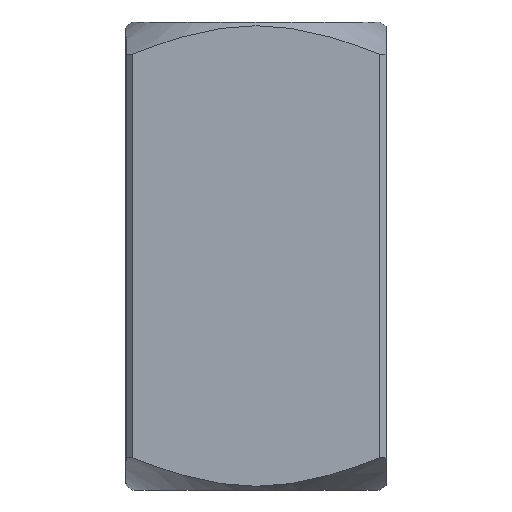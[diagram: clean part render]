
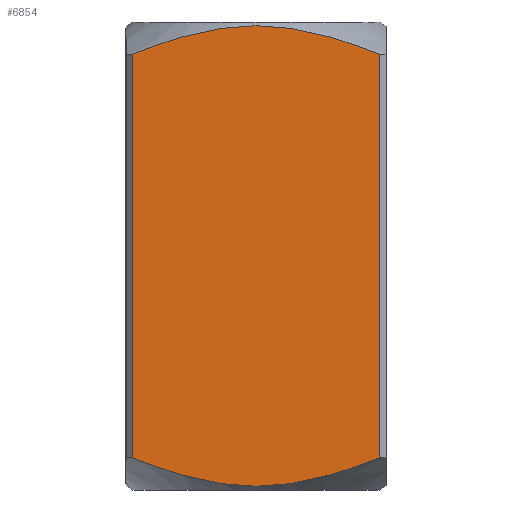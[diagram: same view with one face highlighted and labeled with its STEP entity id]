
A CAD part, front view. The second image highlights one B-rep face of the part: STEP entity #6854.
In plain terms, the highlighted planar face has unit normal (0, -1, 0).
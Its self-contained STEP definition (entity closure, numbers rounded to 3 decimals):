
#31=(
BOUNDED_CURVE()
B_SPLINE_CURVE(2,(#10235,#10236,#10237),.UNSPECIFIED.,.F.,.F.)
B_SPLINE_CURVE_WITH_KNOTS((3,3),(1.442,5.091),
 .UNSPECIFIED.)
CURVE()
GEOMETRIC_REPRESENTATION_ITEM()
RATIONAL_B_SPLINE_CURVE((1.219,1.45,1.45))
REPRESENTATION_ITEM('')
);
#32=(
BOUNDED_CURVE()
B_SPLINE_CURVE(2,(#10239,#10240,#10241),.UNSPECIFIED.,.F.,.F.)
B_SPLINE_CURVE_WITH_KNOTS((3,3),(5.091,8.74),
 .UNSPECIFIED.)
CURVE()
GEOMETRIC_REPRESENTATION_ITEM()
RATIONAL_B_SPLINE_CURVE((1.45,1.45,1.219))
REPRESENTATION_ITEM('')
);
#33=(
BOUNDED_CURVE()
B_SPLINE_CURVE(2,(#10245,#10246,#10247),.UNSPECIFIED.,.F.,.F.)
B_SPLINE_CURVE_WITH_KNOTS((3,3),(1.442,5.091),
 .UNSPECIFIED.)
CURVE()
GEOMETRIC_REPRESENTATION_ITEM()
RATIONAL_B_SPLINE_CURVE((1.219,1.45,1.45))
REPRESENTATION_ITEM('')
);
#34=(
BOUNDED_CURVE()
B_SPLINE_CURVE(2,(#10248,#10249,#10250),.UNSPECIFIED.,.F.,.F.)
B_SPLINE_CURVE_WITH_KNOTS((3,3),(5.091,8.74),
 .UNSPECIFIED.)
CURVE()
GEOMETRIC_REPRESENTATION_ITEM()
RATIONAL_B_SPLINE_CURVE((1.45,1.45,1.219))
REPRESENTATION_ITEM('')
);
#202=LINE('',#10233,#687);
#203=LINE('',#10243,#688);
#687=VECTOR('',#8207,10.);
#688=VECTOR('',#8208,10.);
#1511=PLANE('',#7310);
#1697=FACE_OUTER_BOUND('',#2060,.T.);
#2060=EDGE_LOOP('',(#4844,#4845,#4846,#4847,#4848,#4849));
#2977=VERTEX_POINT('',#10231);
#2978=VERTEX_POINT('',#10232);
#2979=VERTEX_POINT('',#10234);
#2980=VERTEX_POINT('',#10238);
#2981=VERTEX_POINT('',#10242);
#2982=VERTEX_POINT('',#10244);
#3696=EDGE_CURVE('',#2977,#2978,#202,.T.);
#3697=EDGE_CURVE('',#2977,#2979,#31,.T.);
#3698=EDGE_CURVE('',#2979,#2980,#32,.T.);
#3699=EDGE_CURVE('',#2981,#2980,#203,.T.);
#3700=EDGE_CURVE('',#2981,#2982,#33,.T.);
#3701=EDGE_CURVE('',#2982,#2978,#34,.T.);
#4844=ORIENTED_EDGE('',*,*,#3696,.F.);
#4845=ORIENTED_EDGE('',*,*,#3697,.T.);
#4846=ORIENTED_EDGE('',*,*,#3698,.T.);
#4847=ORIENTED_EDGE('',*,*,#3699,.F.);
#4848=ORIENTED_EDGE('',*,*,#3700,.T.);
#4849=ORIENTED_EDGE('',*,*,#3701,.T.);
#6854=ADVANCED_FACE('',(#1697),#1511,.T.);
#7310=AXIS2_PLACEMENT_3D('',#10230,#8205,#8206);
#8205=DIRECTION('center_axis',(0.,-1.,0.));
#8206=DIRECTION('ref_axis',(0.,0.,-1.));
#8207=DIRECTION('',(0.,0.,-1.));
#8208=DIRECTION('',(0.,0.,1.));
#10230=CARTESIAN_POINT('Origin',(30.,-30.,0.));
#10231=CARTESIAN_POINT('',(28.5,-30.,46.564));
#10232=CARTESIAN_POINT('',(28.5,-30.,-46.564));
#10233=CARTESIAN_POINT('',(28.5,-30.,0.));
#10234=CARTESIAN_POINT('',(0.,-30.,53.134));
#10235=CARTESIAN_POINT('Ctrl Pts',(28.5,-30.,46.564));
#10236=CARTESIAN_POINT('Ctrl Pts',(11.978,-30.,53.134));
#10237=CARTESIAN_POINT('Ctrl Pts',(0.,-30.,53.134));
#10238=CARTESIAN_POINT('',(-28.5,-30.,46.564));
#10239=CARTESIAN_POINT('Ctrl Pts',(0.,-30.,53.134));
#10240=CARTESIAN_POINT('Ctrl Pts',(-11.978,-30.,53.134));
#10241=CARTESIAN_POINT('Ctrl Pts',(-28.5,-30.,46.564));
#10242=CARTESIAN_POINT('',(-28.5,-30.,-46.564));
#10243=CARTESIAN_POINT('',(-28.5,-30.,0.));
#10244=CARTESIAN_POINT('',(0.,-30.,-53.134));
#10245=CARTESIAN_POINT('Ctrl Pts',(-28.5,-30.,-46.564));
#10246=CARTESIAN_POINT('Ctrl Pts',(-11.978,-30.,-53.134));
#10247=CARTESIAN_POINT('Ctrl Pts',(0.,-30.,-53.134));
#10248=CARTESIAN_POINT('Ctrl Pts',(0.,-30.,-53.134));
#10249=CARTESIAN_POINT('Ctrl Pts',(11.978,-30.,-53.134));
#10250=CARTESIAN_POINT('Ctrl Pts',(28.5,-30.,-46.564));
